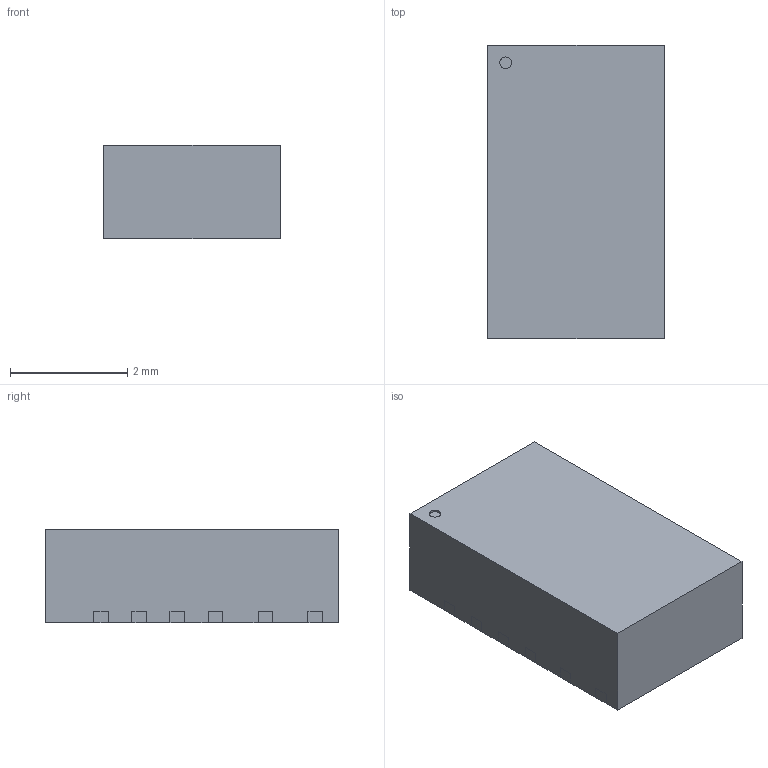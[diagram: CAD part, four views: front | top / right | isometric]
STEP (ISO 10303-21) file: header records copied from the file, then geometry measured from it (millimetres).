
FILE_DESCRIPTION(('STEP AP214'),'1');
FILE_NAME('MPM3506A.step','2018-10-18T18:21:56',(' '),('ANSOFT Corporation'),'Spatial InterOp 3D',' ',' ');
FILE_SCHEMA(('AUTOMOTIVE_DESIGN { 1 0 10303 214 1 1 1 1 }'));
Length unit declared in the file: millimetre
Products named in the file (1): LFBOTTOM_1
Bounding box: 3 x 5 x 1.6 mm (x, y, z)
Volume: 24 mm3; surface area: 76.5 mm2
Topology: 16 solids, 16 shells, 259 faces, 672 edges, 448 vertices
Faces by surface type: plane 193, cylinder 66
Entity records: 10154 total; most frequent: CARTESIAN_POINT 1395, DIRECTION 1354, ORIENTED_EDGE 1344, EDGE_CURVE 672, LINE 540, VECTOR 540, VERTEX_POINT 448, AXIS2_PLACEMENT_3D 407
